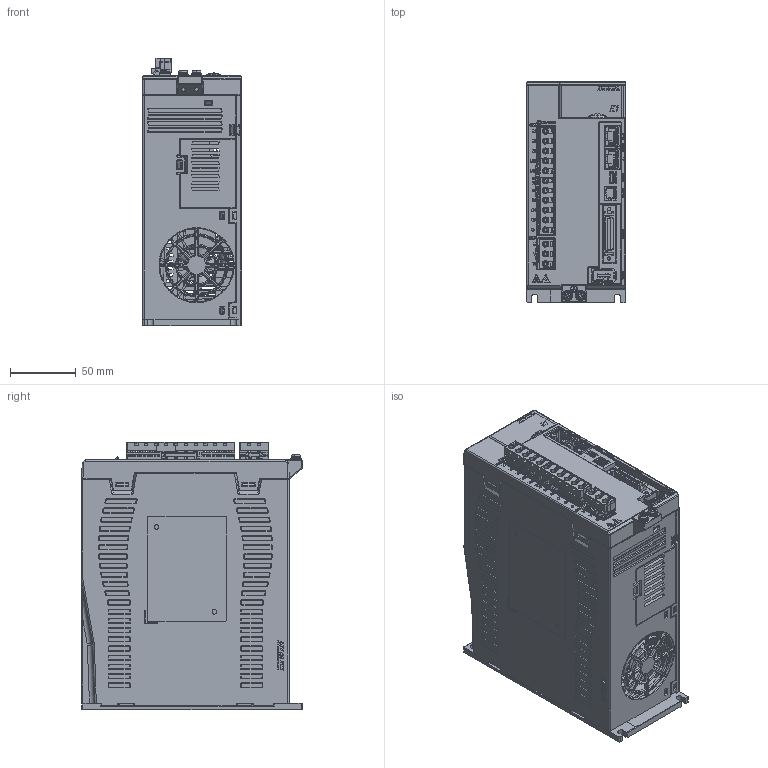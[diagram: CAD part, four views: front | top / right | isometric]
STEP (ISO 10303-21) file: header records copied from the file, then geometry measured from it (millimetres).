
FILE_DESCRIPTION (( 'STEP AP203' ), '1' );
FILE_NAME ('ED1F-xx-20xx-xx_20190703.STEP', '2019-07-03T05:03:07', ( 'user' ), ( 'Hewlett-Packard Company' ), 'SwSTEP 2.0', 'SolidWorks 2015', '' );
FILE_SCHEMA (( 'CONFIG_CONTROL_DESIGN' ));
Products named in the file (1): ED1F-xx-20xx-xx_20190703
Bounding box: 75.1 x 168 x 203.4 mm (x, y, z)
Surface area: 320507.7 mm2 (no closed solid volume)
Topology: 0 solids, 149 shells, 4832 faces, 22005 edges, 16989 vertices
Faces by surface type: plane 2836, cone 1083, cylinder 516, bspline 354, torus 26, sphere 17
Entity records: 241812 total; most frequent: CARTESIAN_POINT 75661, ORIENTED_EDGE 32523, DIRECTION 30136, EDGE_CURVE 22003, VERTEX_POINT 16989, VECTOR 15252, LINE 15252, AXIS2_PLACEMENT_3D 7442
